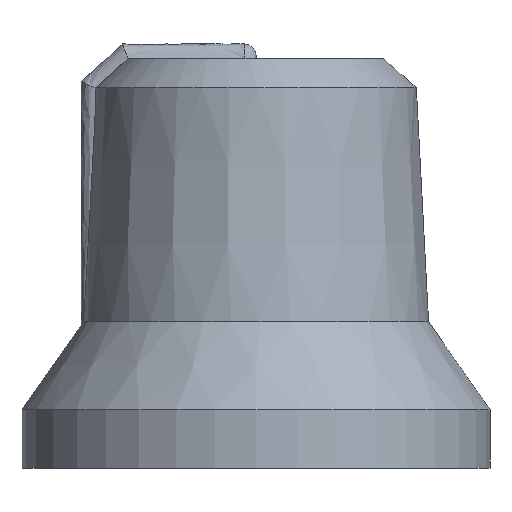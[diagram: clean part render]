
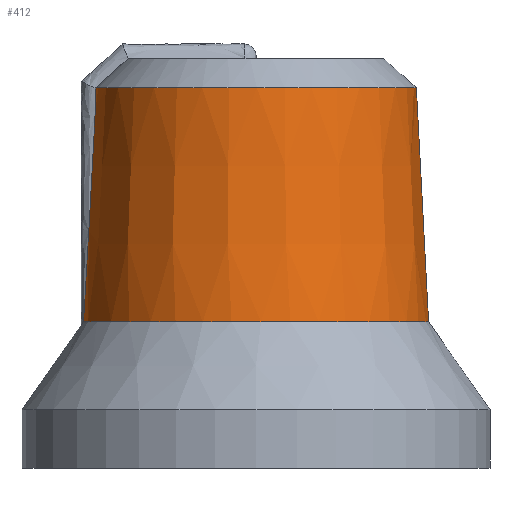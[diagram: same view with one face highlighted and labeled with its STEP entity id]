
A CAD part, front view. The second image highlights one B-rep face of the part: STEP entity #412.
In plain terms, the highlighted conical face has half-angle 3 degrees and reference radius 5.899 mm.
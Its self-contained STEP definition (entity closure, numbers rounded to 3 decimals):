
#2 = CARTESIAN_POINT ( 'NONE',  ( -5.492, -0.555, 12.243 ) ) ;
#30 = DIRECTION ( 'NONE',  ( 0., 0., 1. ) ) ;
#67 = B_SPLINE_CURVE_WITH_KNOTS ( 'NONE', 3,
 ( #756, #850, #617, #446, #111, #750, #273, #114 ),
 .UNSPECIFIED., .F., .F.,
 ( 4, 2, 2, 4 ),
 ( 0., 0.002, 0.004, 0.007 ),
 .UNSPECIFIED. ) ;
#111 = CARTESIAN_POINT ( 'NONE',  ( -5.72, -0.495, 8.015 ) ) ;
#114 = CARTESIAN_POINT ( 'NONE',  ( -5.492, -0.555, 12.243 ) ) ;
#131 = VERTEX_POINT ( 'NONE', #291 ) ;
#151 = CARTESIAN_POINT ( 'NONE',  ( -5.492, -0.555, 12.243 ) ) ;
#170 = DIRECTION ( 'NONE',  ( 1., 0., 0. ) ) ;
#187 = VERTEX_POINT ( 'NONE', #151 ) ;
#202 = VERTEX_POINT ( 'NONE', #340 ) ;
#236 = CARTESIAN_POINT ( 'NONE',  ( -5.889, -0.342, 5. ) ) ;
#242 = ORIENTED_EDGE ( 'NONE', *, *, #638, .F. ) ;
#273 = CARTESIAN_POINT ( 'NONE',  ( -5.556, -0.553, 11.034 ) ) ;
#276 = DIRECTION ( 'NONE',  ( 1., 0., 0. ) ) ;
#291 = CARTESIAN_POINT ( 'NONE',  ( -5.48, -0.055, 13.001 ) ) ;
#323 = CARTESIAN_POINT ( 'NONE',  ( -5.48, -0.055, 13.001 ) ) ;
#327 = CARTESIAN_POINT ( 'NONE',  ( -5.49, -0.496, 12.384 ) ) ;
#334 = CIRCLE ( 'NONE', #615, 5.899 ) ;
#336 = VECTOR ( 'NONE', #688, 1000. ) ;
#340 = CARTESIAN_POINT ( 'NONE',  ( 5.48, 0., 13.001 ) ) ;
#344 = CARTESIAN_POINT ( 'NONE',  ( 0., 0., 13.001 ) ) ;
#357 = ORIENTED_EDGE ( 'NONE', *, *, #483, .T. ) ;
#359 = DIRECTION ( 'NONE',  ( -1., 0., 0. ) ) ;
#364 = EDGE_CURVE ( 'NONE', #654, #751, #334, .T. ) ;
#412 = ADVANCED_FACE ( 'NONE', ( #766 ), #423, .T. ) ;
#423 = CONICAL_SURFACE ( 'NONE', #565, 5.899, 0.052 ) ;
#441 = LINE ( 'NONE', #506, #336 ) ;
#446 = CARTESIAN_POINT ( 'NONE',  ( -5.753, -0.476, 7.412 ) ) ;
#481 = EDGE_LOOP ( 'NONE', ( #671, #357, #242, #812, #517 ) ) ;
#483 = EDGE_CURVE ( 'NONE', #202, #131, #512, .T. ) ;
#506 = CARTESIAN_POINT ( 'NONE',  ( 5.899, 0., 5. ) ) ;
#512 = CIRCLE ( 'NONE', #1046, 5.48 ) ;
#515 = CARTESIAN_POINT ( 'NONE',  ( 5.899, 0., 5. ) ) ;
#517 = ORIENTED_EDGE ( 'NONE', *, *, #364, .T. ) ;
#518 = CARTESIAN_POINT ( 'NONE',  ( 0., 0., 5. ) ) ;
#524 = DIRECTION ( 'NONE',  ( 0., 0., -1. ) ) ;
#565 = AXIS2_PLACEMENT_3D ( 'NONE', #748, #524, #276 ) ;
#578 = CARTESIAN_POINT ( 'NONE',  ( -5.486, -0.313, 12.72 ) ) ;
#615 = AXIS2_PLACEMENT_3D ( 'NONE', #518, #30, #170 ) ;
#617 = CARTESIAN_POINT ( 'NONE',  ( -5.821, -0.423, 6.205 ) ) ;
#638 = EDGE_CURVE ( 'NONE', #187, #131, #857, .T. ) ;
#642 = CARTESIAN_POINT ( 'NONE',  ( -5.483, -0.174, 12.904 ) ) ;
#651 = CARTESIAN_POINT ( 'NONE',  ( -5.485, -0.27, 12.784 ) ) ;
#654 = VERTEX_POINT ( 'NONE', #236 ) ;
#660 = CARTESIAN_POINT ( 'NONE',  ( -5.481, -0.119, 12.96 ) ) ;
#671 = ORIENTED_EDGE ( 'NONE', *, *, #823, .F. ) ;
#673 = DIRECTION ( 'NONE',  ( 0., 0., -1. ) ) ;
#688 = DIRECTION ( 'NONE',  ( 0.052, 0., -0.999 ) ) ;
#748 = CARTESIAN_POINT ( 'NONE',  ( 0., 0., 5. ) ) ;
#750 = CARTESIAN_POINT ( 'NONE',  ( -5.621, -0.54, 9.827 ) ) ;
#751 = VERTEX_POINT ( 'NONE', #515 ) ;
#756 = CARTESIAN_POINT ( 'NONE',  ( -5.889, -0.342, 5. ) ) ;
#766 = FACE_OUTER_BOUND ( 'NONE', #481, .T. ) ;
#812 = ORIENTED_EDGE ( 'NONE', *, *, #1007, .F. ) ;
#823 = EDGE_CURVE ( 'NONE', #202, #751, #441, .T. ) ;
#850 = CARTESIAN_POINT ( 'NONE',  ( -5.855, -0.391, 5.602 ) ) ;
#857 = B_SPLINE_CURVE_WITH_KNOTS ( 'NONE', 3,
 ( #2, #327, #974, #578, #651, #642, #660, #323 ),
 .UNSPECIFIED., .F., .F.,
 ( 4, 2, 2, 4 ),
 ( 0.012, 0.013, 0.013, 0.013 ),
 .UNSPECIFIED. ) ;
#974 = CARTESIAN_POINT ( 'NONE',  ( -5.489, -0.43, 12.523 ) ) ;
#1007 = EDGE_CURVE ( 'NONE', #654, #187, #67, .T. ) ;
#1046 = AXIS2_PLACEMENT_3D ( 'NONE', #344, #673, #359 ) ;
